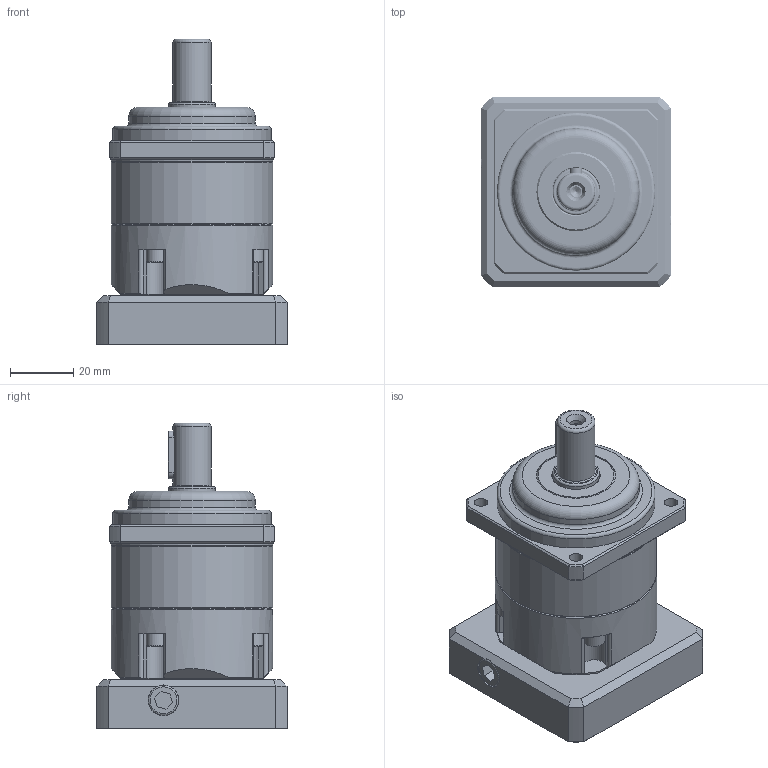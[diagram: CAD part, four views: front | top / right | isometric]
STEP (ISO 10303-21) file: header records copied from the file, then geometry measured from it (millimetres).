
FILE_DESCRIPTION((''),'2;1');
FILE_NAME('KFA50-1 (S14).stp','2013-11-12T10:26:36',('young'),(''),'Autodesk Inventor 2012','Autodesk Inventor 2012','');
FILE_SCHEMA(('AUTOMOTIVE_DESIGN { 1 0 10303 214 1 1 1 1 }'));
Length unit declared in the file: millimetre
Products named in the file (1): KFA50-1 (S14)
Bounding box: 60 x 60 x 96.5 mm (x, y, z)
Volume: 99190.9 mm3; surface area: 55287.6 mm2
Topology: 20 solids, 20 shells, 689 faces, 2117 edges, 1491 vertices
Faces by surface type: cylinder 306, plane 265, cone 89, torus 17, bspline 12
Full cylindrical faces by diameter (mm): 3.3 x15, 4 x198, 4.2 x4, 4.5 x12, 7 x9, 9.5 x2, 12 x1, 14 x1, 14.8 x1, 15 x2, 17 x1, 19.8 x1, 20 x1, 22 x1, 23 x1, 25 x2, 27 x1, 28 x1, 30 x2, 32 x5, 38 x3, 40 x1, 50 x2, 51 x3
Entity records: 52788 total; most frequent: CARTESIAN_POINT 39026, ORIENTED_EDGE 3434, DIRECTION 2263, EDGE_CURVE 1717, VERTEX_POINT 1443, AXIS2_PLACEMENT_3D 907, EDGE_LOOP 734, FACE_OUTER_BOUND 497
